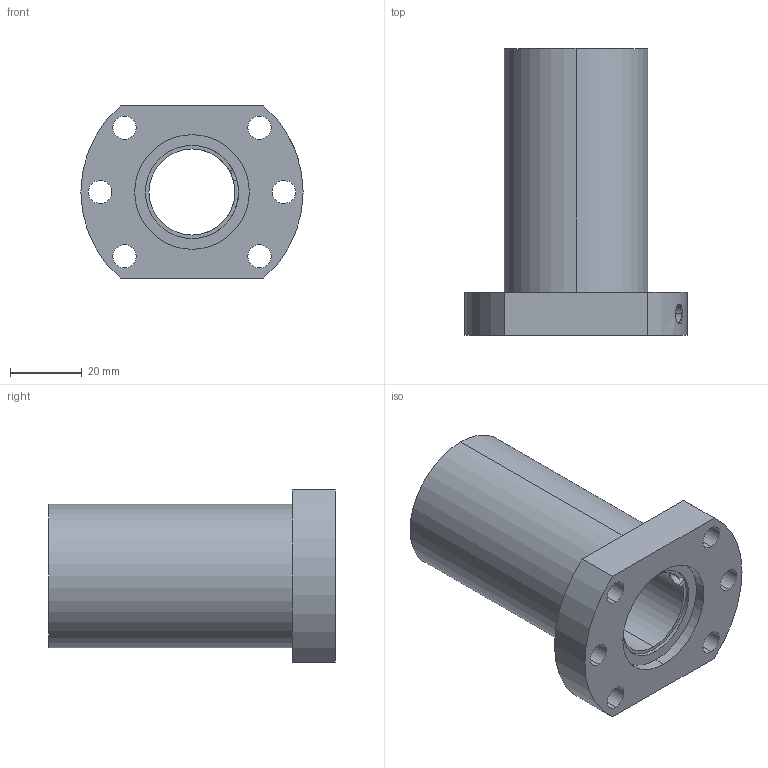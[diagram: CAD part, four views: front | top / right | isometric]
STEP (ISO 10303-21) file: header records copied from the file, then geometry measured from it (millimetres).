
FILE_DESCRIPTION (( 'STEP AP214' ), '1' );
FILE_NAME ('B586 Ãàéêà ØÂÏ SFU2510.STEP', '2025-12-22T13:39:20', ( '' ), ( '' ), 'SwSTEP 2.0', 'SolidWorks 2025', '' );
FILE_SCHEMA (( 'AUTOMOTIVE_DESIGN' ));
Length unit declared in the file: millimetre
Products named in the file (1): B586 Гайка ШВП SFU2510
Bounding box: 62 x 80 x 48 mm (x, y, z)
Volume: 76328.7 mm3; surface area: 22714.1 mm2
Topology: 1 solids, 1 shells, 39 faces, 101 edges, 67 vertices
Faces by surface type: cylinder 28, plane 9, bspline 2
Entity records: 2770 total; most frequent: CARTESIAN_POINT 1730, DIRECTION 220, ORIENTED_EDGE 202, EDGE_CURVE 101, AXIS2_PLACEMENT_3D 92, VERTEX_POINT 67, EDGE_LOOP 58, CIRCLE 54
